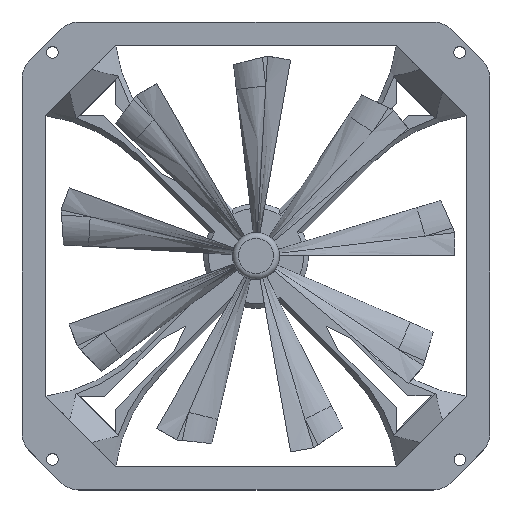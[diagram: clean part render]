
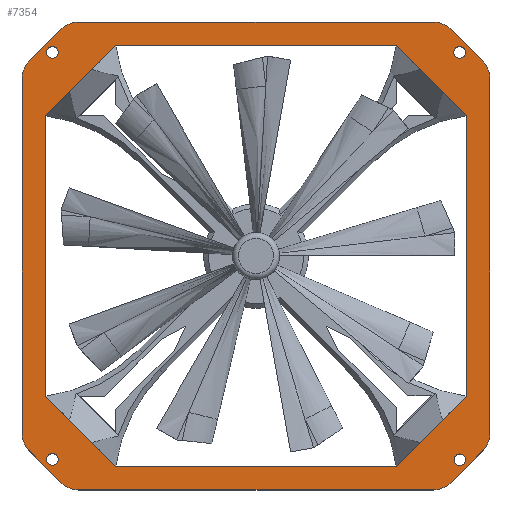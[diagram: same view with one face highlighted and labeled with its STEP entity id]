
A CAD part, top view. The second image highlights one B-rep face of the part: STEP entity #7354.
In plain terms, the highlighted planar face has unit normal (0, 0, 1).
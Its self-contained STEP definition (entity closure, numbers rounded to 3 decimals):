
#291=FACE_BOUND('',#1585,.T.);
#292=FACE_BOUND('',#1586,.T.);
#293=FACE_BOUND('',#1587,.T.);
#294=FACE_BOUND('',#1588,.T.);
#295=FACE_BOUND('',#1589,.T.);
#434=CIRCLE('',#7783,2.5);
#436=CIRCLE('',#7786,2.5);
#438=CIRCLE('',#7789,2.5);
#440=CIRCLE('',#7792,2.5);
#474=CIRCLE('',#7846,10.);
#483=CIRCLE('',#7858,10.);
#486=CIRCLE('',#7866,10.);
#487=CIRCLE('',#7869,10.);
#490=CIRCLE('',#7877,10.);
#491=CIRCLE('',#7880,10.);
#493=CIRCLE('',#7885,10.);
#494=CIRCLE('',#7888,10.);
#1092=FACE_OUTER_BOUND('',#1584,.T.);
#1584=EDGE_LOOP('',(#6626,#6627,#6628,#6629,#6630,#6631,#6632,#6633,#6634,
#6635,#6636,#6637,#6638,#6639,#6640,#6641));
#1585=EDGE_LOOP('',(#6642));
#1586=EDGE_LOOP('',(#6643));
#1587=EDGE_LOOP('',(#6644));
#1588=EDGE_LOOP('',(#6645));
#1589=EDGE_LOOP('',(#6646,#6647,#6648,#6649,#6650,#6651,#6652,#6653));
#1966=LINE('',#15489,#2569);
#1977=LINE('',#15519,#2580);
#1988=LINE('',#15549,#2591);
#1996=LINE('',#15571,#2599);
#2004=LINE('',#15596,#2607);
#2175=LINE('',#16229,#2778);
#2178=LINE('',#16235,#2781);
#2181=LINE('',#16241,#2784);
#2184=LINE('',#16247,#2787);
#2186=LINE('',#16250,#2789);
#2187=LINE('',#16252,#2790);
#2188=LINE('',#16254,#2791);
#2189=LINE('',#16256,#2792);
#2190=LINE('',#16258,#2793);
#2191=LINE('',#16260,#2794);
#2192=LINE('',#16262,#2795);
#2569=VECTOR('',#9339,10.);
#2580=VECTOR('',#9372,10.);
#2591=VECTOR('',#9405,10.);
#2599=VECTOR('',#9429,10.);
#2607=VECTOR('',#9463,10.);
#2778=VECTOR('',#9926,10.);
#2781=VECTOR('',#9931,10.);
#2784=VECTOR('',#9936,10.);
#2787=VECTOR('',#9941,10.);
#2789=VECTOR('',#9945,10.);
#2790=VECTOR('',#9948,10.);
#2791=VECTOR('',#9951,10.);
#2792=VECTOR('',#9954,10.);
#2793=VECTOR('',#9957,10.);
#2794=VECTOR('',#9960,10.);
#2795=VECTOR('',#9963,10.);
#3263=VERTEX_POINT('',#15268);
#3265=VERTEX_POINT('',#15274);
#3267=VERTEX_POINT('',#15280);
#3269=VERTEX_POINT('',#15286);
#3329=VERTEX_POINT('',#15445);
#3330=VERTEX_POINT('',#15446);
#3347=VERTEX_POINT('',#15488);
#3348=VERTEX_POINT('',#15492);
#3353=VERTEX_POINT('',#15512);
#3354=VERTEX_POINT('',#15513);
#3355=VERTEX_POINT('',#15518);
#3356=VERTEX_POINT('',#15522);
#3361=VERTEX_POINT('',#15542);
#3362=VERTEX_POINT('',#15543);
#3363=VERTEX_POINT('',#15548);
#3364=VERTEX_POINT('',#15552);
#3367=VERTEX_POINT('',#15564);
#3368=VERTEX_POINT('',#15565);
#3369=VERTEX_POINT('',#15570);
#3370=VERTEX_POINT('',#15574);
#3544=VERTEX_POINT('',#16226);
#3545=VERTEX_POINT('',#16228);
#3546=VERTEX_POINT('',#16232);
#3547=VERTEX_POINT('',#16234);
#3548=VERTEX_POINT('',#16238);
#3549=VERTEX_POINT('',#16240);
#3550=VERTEX_POINT('',#16244);
#3551=VERTEX_POINT('',#16246);
#4137=EDGE_CURVE('',#3263,#3263,#434,.T.);
#4140=EDGE_CURVE('',#3265,#3265,#436,.T.);
#4143=EDGE_CURVE('',#3267,#3267,#438,.T.);
#4146=EDGE_CURVE('',#3269,#3269,#440,.T.);
#4224=EDGE_CURVE('',#3329,#3330,#474,.T.);
#4247=EDGE_CURVE('',#3347,#3330,#1966,.T.);
#4249=EDGE_CURVE('',#3347,#3348,#483,.T.);
#4259=EDGE_CURVE('',#3353,#3354,#486,.T.);
#4262=EDGE_CURVE('',#3355,#3354,#1977,.T.);
#4264=EDGE_CURVE('',#3355,#3356,#487,.T.);
#4274=EDGE_CURVE('',#3361,#3362,#490,.T.);
#4277=EDGE_CURVE('',#3363,#3362,#1988,.T.);
#4279=EDGE_CURVE('',#3363,#3364,#491,.T.);
#4285=EDGE_CURVE('',#3367,#3368,#493,.T.);
#4288=EDGE_CURVE('',#3369,#3368,#1996,.T.);
#4290=EDGE_CURVE('',#3369,#3370,#494,.T.);
#4299=EDGE_CURVE('',#3367,#3364,#2004,.T.);
#4568=EDGE_CURVE('',#3545,#3544,#2175,.T.);
#4571=EDGE_CURVE('',#3547,#3546,#2178,.T.);
#4574=EDGE_CURVE('',#3549,#3548,#2181,.T.);
#4577=EDGE_CURVE('',#3551,#3550,#2184,.T.);
#4579=EDGE_CURVE('',#3550,#3545,#2186,.T.);
#4580=EDGE_CURVE('',#3548,#3551,#2187,.T.);
#4581=EDGE_CURVE('',#3546,#3549,#2188,.T.);
#4582=EDGE_CURVE('',#3544,#3547,#2189,.T.);
#4583=EDGE_CURVE('',#3361,#3356,#2190,.T.);
#4584=EDGE_CURVE('',#3329,#3370,#2191,.T.);
#4585=EDGE_CURVE('',#3353,#3348,#2192,.T.);
#6626=ORIENTED_EDGE('',*,*,#4224,.F.);
#6627=ORIENTED_EDGE('',*,*,#4584,.T.);
#6628=ORIENTED_EDGE('',*,*,#4290,.F.);
#6629=ORIENTED_EDGE('',*,*,#4288,.T.);
#6630=ORIENTED_EDGE('',*,*,#4285,.F.);
#6631=ORIENTED_EDGE('',*,*,#4299,.T.);
#6632=ORIENTED_EDGE('',*,*,#4279,.F.);
#6633=ORIENTED_EDGE('',*,*,#4277,.T.);
#6634=ORIENTED_EDGE('',*,*,#4274,.F.);
#6635=ORIENTED_EDGE('',*,*,#4583,.T.);
#6636=ORIENTED_EDGE('',*,*,#4264,.F.);
#6637=ORIENTED_EDGE('',*,*,#4262,.T.);
#6638=ORIENTED_EDGE('',*,*,#4259,.F.);
#6639=ORIENTED_EDGE('',*,*,#4585,.T.);
#6640=ORIENTED_EDGE('',*,*,#4249,.F.);
#6641=ORIENTED_EDGE('',*,*,#4247,.T.);
#6642=ORIENTED_EDGE('',*,*,#4137,.T.);
#6643=ORIENTED_EDGE('',*,*,#4140,.T.);
#6644=ORIENTED_EDGE('',*,*,#4143,.T.);
#6645=ORIENTED_EDGE('',*,*,#4146,.T.);
#6646=ORIENTED_EDGE('',*,*,#4582,.T.);
#6647=ORIENTED_EDGE('',*,*,#4571,.T.);
#6648=ORIENTED_EDGE('',*,*,#4581,.T.);
#6649=ORIENTED_EDGE('',*,*,#4574,.T.);
#6650=ORIENTED_EDGE('',*,*,#4580,.T.);
#6651=ORIENTED_EDGE('',*,*,#4577,.T.);
#6652=ORIENTED_EDGE('',*,*,#4579,.T.);
#6653=ORIENTED_EDGE('',*,*,#4568,.T.);
#6901=PLANE('',#8056);
#7354=ADVANCED_FACE('',(#1092,#291,#292,#293,#294,#295),#6901,.T.);
#7783=AXIS2_PLACEMENT_3D('',#15270,#9130,#9131);
#7786=AXIS2_PLACEMENT_3D('',#15276,#9137,#9138);
#7789=AXIS2_PLACEMENT_3D('',#15282,#9144,#9145);
#7792=AXIS2_PLACEMENT_3D('',#15288,#9151,#9152);
#7846=AXIS2_PLACEMENT_3D('',#15447,#9303,#9304);
#7858=AXIS2_PLACEMENT_3D('',#15493,#9343,#9344);
#7866=AXIS2_PLACEMENT_3D('',#15514,#9366,#9367);
#7869=AXIS2_PLACEMENT_3D('',#15523,#9376,#9377);
#7877=AXIS2_PLACEMENT_3D('',#15544,#9399,#9400);
#7880=AXIS2_PLACEMENT_3D('',#15553,#9409,#9410);
#7885=AXIS2_PLACEMENT_3D('',#15566,#9423,#9424);
#7888=AXIS2_PLACEMENT_3D('',#15575,#9433,#9434);
#8056=AXIS2_PLACEMENT_3D('',#16263,#9964,#9965);
#9130=DIRECTION('center_axis',(0.,0.,-1.));
#9131=DIRECTION('ref_axis',(-1.,0.,0.));
#9137=DIRECTION('center_axis',(0.,0.,-1.));
#9138=DIRECTION('ref_axis',(-1.,0.,0.));
#9144=DIRECTION('center_axis',(0.,0.,-1.));
#9145=DIRECTION('ref_axis',(-1.,0.,0.));
#9151=DIRECTION('center_axis',(0.,0.,-1.));
#9152=DIRECTION('ref_axis',(-1.,0.,0.));
#9303=DIRECTION('center_axis',(0.,0.,-1.));
#9304=DIRECTION('ref_axis',(0.924,-0.383,0.));
#9339=DIRECTION('',(0.707,0.707,0.));
#9343=DIRECTION('center_axis',(0.,0.,-1.));
#9344=DIRECTION('ref_axis',(0.383,-0.924,0.));
#9366=DIRECTION('center_axis',(0.,0.,-1.));
#9367=DIRECTION('ref_axis',(-0.383,-0.924,0.));
#9372=DIRECTION('',(0.707,-0.707,0.));
#9376=DIRECTION('center_axis',(0.,0.,-1.));
#9377=DIRECTION('ref_axis',(-0.924,-0.383,0.));
#9399=DIRECTION('center_axis',(0.,0.,-1.));
#9400=DIRECTION('ref_axis',(-0.924,0.383,0.));
#9405=DIRECTION('',(-0.707,-0.707,0.));
#9409=DIRECTION('center_axis',(0.,0.,-1.));
#9410=DIRECTION('ref_axis',(-0.383,0.924,0.));
#9423=DIRECTION('center_axis',(0.,0.,-1.));
#9424=DIRECTION('ref_axis',(0.383,0.924,0.));
#9429=DIRECTION('',(-0.707,0.707,0.));
#9433=DIRECTION('center_axis',(0.,0.,-1.));
#9434=DIRECTION('ref_axis',(0.924,0.383,0.));
#9463=DIRECTION('',(-1.,0.,0.));
#9926=DIRECTION('',(0.707,-0.707,0.));
#9931=DIRECTION('',(-0.707,-0.707,0.));
#9936=DIRECTION('',(-0.707,0.707,0.));
#9941=DIRECTION('',(0.707,0.707,0.));
#9945=DIRECTION('',(1.,0.,0.));
#9948=DIRECTION('',(0.,1.,0.));
#9951=DIRECTION('',(-1.,0.,0.));
#9954=DIRECTION('',(0.,-1.,0.));
#9957=DIRECTION('',(0.,-1.,0.));
#9960=DIRECTION('',(0.,1.,0.));
#9963=DIRECTION('',(1.,0.,0.));
#9964=DIRECTION('center_axis',(0.,0.,1.));
#9965=DIRECTION('ref_axis',(1.,0.,0.));
#15268=CARTESIAN_POINT('',(-84.488,-86.988,20.));
#15270=CARTESIAN_POINT('Origin',(-86.988,-86.988,20.));
#15274=CARTESIAN_POINT('',(89.5,87.,20.));
#15276=CARTESIAN_POINT('Origin',(87.,87.,20.));
#15280=CARTESIAN_POINT('',(89.633,-87.133,20.));
#15282=CARTESIAN_POINT('Origin',(87.133,-87.133,20.));
#15286=CARTESIAN_POINT('',(-84.488,86.988,20.));
#15288=CARTESIAN_POINT('Origin',(-86.988,86.988,20.));
#15445=CARTESIAN_POINT('',(100.,-75.858,20.));
#15446=CARTESIAN_POINT('',(97.071,-82.929,20.));
#15447=CARTESIAN_POINT('Origin',(90.,-75.858,20.));
#15488=CARTESIAN_POINT('',(82.929,-97.071,20.));
#15489=CARTESIAN_POINT('',(100.,-80.,20.));
#15492=CARTESIAN_POINT('',(75.858,-100.,20.));
#15493=CARTESIAN_POINT('Origin',(75.858,-90.,20.));
#15512=CARTESIAN_POINT('',(-75.858,-100.,20.));
#15513=CARTESIAN_POINT('',(-82.929,-97.071,20.));
#15514=CARTESIAN_POINT('Origin',(-75.858,-90.,20.));
#15518=CARTESIAN_POINT('',(-97.071,-82.929,20.));
#15519=CARTESIAN_POINT('',(-80.,-100.,20.));
#15522=CARTESIAN_POINT('',(-100.,-75.858,20.));
#15523=CARTESIAN_POINT('Origin',(-90.,-75.858,20.));
#15542=CARTESIAN_POINT('',(-100.,75.858,20.));
#15543=CARTESIAN_POINT('',(-97.071,82.929,20.));
#15544=CARTESIAN_POINT('Origin',(-90.,75.858,20.));
#15548=CARTESIAN_POINT('',(-82.929,97.071,20.));
#15549=CARTESIAN_POINT('',(-100.,80.,20.));
#15552=CARTESIAN_POINT('',(-75.858,100.,20.));
#15553=CARTESIAN_POINT('Origin',(-75.858,90.,20.));
#15564=CARTESIAN_POINT('',(75.858,100.,20.));
#15565=CARTESIAN_POINT('',(82.929,97.071,20.));
#15566=CARTESIAN_POINT('Origin',(75.858,90.,20.));
#15570=CARTESIAN_POINT('',(97.071,82.929,20.));
#15571=CARTESIAN_POINT('',(80.,100.,20.));
#15574=CARTESIAN_POINT('',(100.,75.858,20.));
#15575=CARTESIAN_POINT('Origin',(90.,75.858,20.));
#15596=CARTESIAN_POINT('',(80.,100.,20.));
#16226=CARTESIAN_POINT('',(90.,60.,20.));
#16228=CARTESIAN_POINT('',(60.,90.,20.));
#16229=CARTESIAN_POINT('',(90.,60.,20.));
#16232=CARTESIAN_POINT('',(60.,-90.,20.));
#16234=CARTESIAN_POINT('',(90.,-60.,20.));
#16235=CARTESIAN_POINT('',(90.,-60.,20.));
#16238=CARTESIAN_POINT('',(-90.,-60.,20.));
#16240=CARTESIAN_POINT('',(-60.,-90.,20.));
#16241=CARTESIAN_POINT('',(-90.,-60.,20.));
#16244=CARTESIAN_POINT('',(-60.,90.,20.));
#16246=CARTESIAN_POINT('',(-90.,60.,20.));
#16247=CARTESIAN_POINT('',(-60.,90.,20.));
#16250=CARTESIAN_POINT('',(60.,90.,20.));
#16252=CARTESIAN_POINT('',(-90.,60.,20.));
#16254=CARTESIAN_POINT('',(-60.,-90.,20.));
#16256=CARTESIAN_POINT('',(90.,-60.,20.));
#16258=CARTESIAN_POINT('',(-100.,80.,20.));
#16260=CARTESIAN_POINT('',(100.,-80.,20.));
#16262=CARTESIAN_POINT('',(-80.,-100.,20.));
#16263=CARTESIAN_POINT('Origin',(0.,0.,20.));
